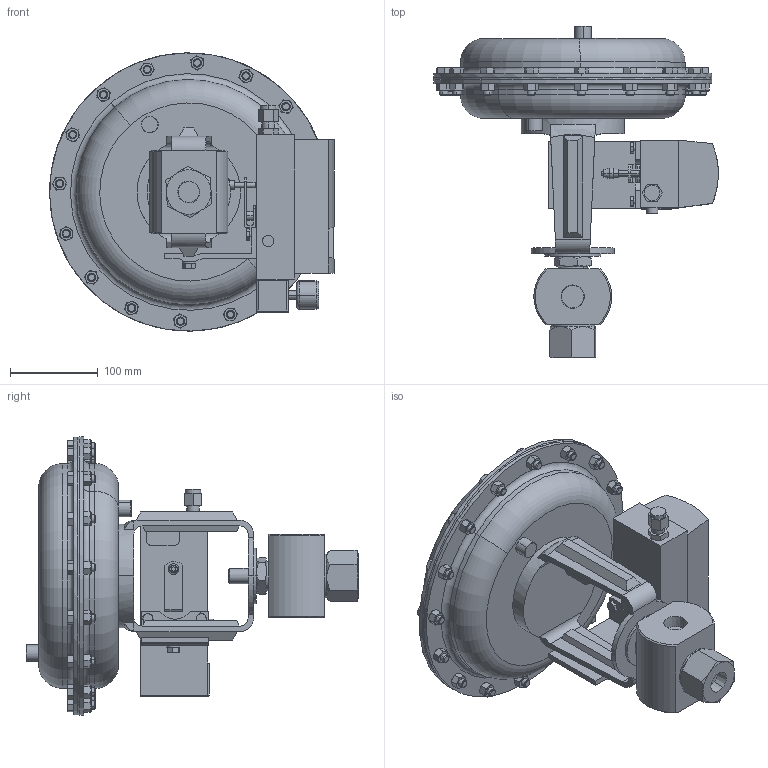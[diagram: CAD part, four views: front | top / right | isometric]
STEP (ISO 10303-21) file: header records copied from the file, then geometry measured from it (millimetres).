
FILE_DESCRIPTION (( 'STEP AP203' ), '1' );
FILE_NAME ('8000TSP-075-BR+CB+SB-PT-55M-16IQ.step', '2017-09-20T12:14:35', ( '' ), ( '' ), 'SwSTEP 2.0', 'SolidWorks 2014', '' );
FILE_SCHEMA (( 'CONFIG_CONTROL_DESIGN' ));
Length unit declared in the file: inch
Products named in the file (1): 8000TSP-075-BR+CB+SB-PT-55M-16IQ
Bounding box: 324.83 x 378.8 x 317.42 mm (x, y, z)
Volume: 6655505.8 mm3; surface area: 615194 mm2
Topology: 2 solids, 2 shells, 1092 faces, 2471 edges, 1528 vertices
Faces by surface type: plane 474, cone 389, cylinder 197, torus 26, bspline 4, sphere 2
Entity records: 35032 total; most frequent: CARTESIAN_POINT 11396, ORIENTED_EDGE 4934, DIRECTION 4709, EDGE_CURVE 2467, AXIS2_PLACEMENT_3D 1913, VERTEX_POINT 1528, EDGE_LOOP 1249, ADVANCED_FACE 1092
